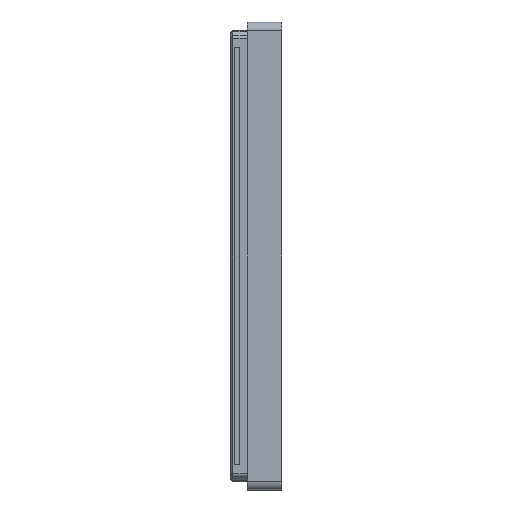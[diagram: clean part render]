
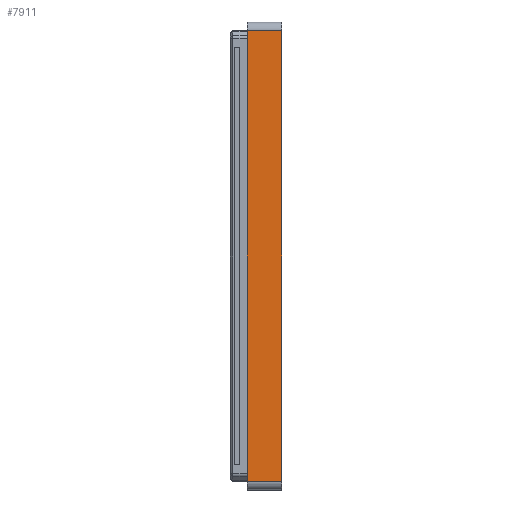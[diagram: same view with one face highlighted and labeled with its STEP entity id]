
A CAD part, left-side view. The second image highlights one B-rep face of the part: STEP entity #7911.
In plain terms, the highlighted planar face has unit normal (-1, 0, 0).
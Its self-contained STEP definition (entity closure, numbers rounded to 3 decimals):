
#1888=FACE_OUTER_BOUND('',#2255,.T.);
#2255=EDGE_LOOP('',(#6907,#6908,#6909,#6910));
#2957=LINE('',#11610,#3382);
#2961=LINE('',#11619,#3386);
#2967=LINE('',#11639,#3392);
#3260=LINE('',#13384,#3685);
#3382=VECTOR('',#9222,10.);
#3386=VECTOR('',#9230,10.);
#3392=VECTOR('',#9250,10.);
#3685=VECTOR('',#11287,10.);
#3782=VERTEX_POINT('',#11603);
#3785=VERTEX_POINT('',#11608);
#3788=VERTEX_POINT('',#11618);
#3795=VERTEX_POINT('',#11638);
#4531=EDGE_CURVE('',#3785,#3782,#2957,.T.);
#4535=EDGE_CURVE('',#3782,#3788,#2961,.T.);
#4545=EDGE_CURVE('',#3788,#3795,#2967,.T.);
#5418=EDGE_CURVE('',#3785,#3795,#3260,.T.);
#6907=ORIENTED_EDGE('',*,*,#4531,.F.);
#6908=ORIENTED_EDGE('',*,*,#5418,.T.);
#6909=ORIENTED_EDGE('',*,*,#4545,.F.);
#6910=ORIENTED_EDGE('',*,*,#4535,.F.);
#7550=PLANE('',#8904);
#7911=ADVANCED_FACE('',(#1888),#7550,.T.);
#8904=AXIS2_PLACEMENT_3D('',#13383,#11285,#11286);
#9222=DIRECTION('',(0.,1.,0.));
#9230=DIRECTION('',(0.,0.,1.));
#9250=DIRECTION('',(0.,-1.,0.));
#11285=DIRECTION('center_axis',(-1.,0.,0.));
#11286=DIRECTION('ref_axis',(0.,0.,1.));
#11287=DIRECTION('',(0.,0.,1.));
#11603=CARTESIAN_POINT('',(-55.,8.,2.));
#11608=CARTESIAN_POINT('',(-55.,0.,2.));
#11610=CARTESIAN_POINT('',(-55.,0.,2.));
#11618=CARTESIAN_POINT('',(-55.,8.,108.));
#11619=CARTESIAN_POINT('',(-55.,8.,0.));
#11638=CARTESIAN_POINT('',(-55.,0.,108.));
#11639=CARTESIAN_POINT('',(-55.,0.,108.));
#13383=CARTESIAN_POINT('Origin',(-55.,0.,0.));
#13384=CARTESIAN_POINT('',(-55.,0.,0.));
